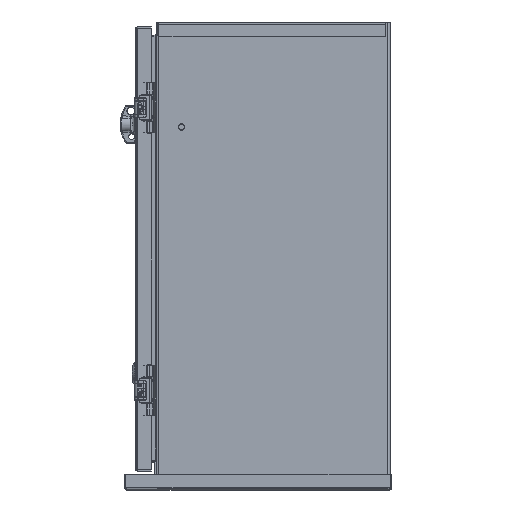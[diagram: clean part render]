
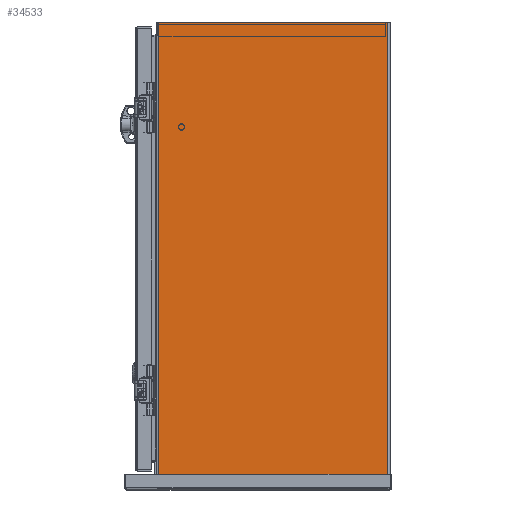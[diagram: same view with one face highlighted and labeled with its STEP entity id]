
A CAD part, left-side view. The second image highlights one B-rep face of the part: STEP entity #34533.
In plain terms, the highlighted planar face has unit normal (-1, 0, 0).
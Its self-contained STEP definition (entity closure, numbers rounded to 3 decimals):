
#639 = VERTEX_POINT ( 'NONE', #8435 ) ;
#8435 = CARTESIAN_POINT ( 'NONE',  ( -12., 11.888, 0. ) ) ;
#11470 = VECTOR ( 'NONE', #23268, 39.37 ) ;
#13963 = CARTESIAN_POINT ( 'NONE',  ( -12., 0.127, 0. ) ) ;
#14695 = VERTEX_POINT ( 'NONE', #13963 ) ;
#20609 = EDGE_CURVE ( 'NONE', #639, #96676, #37469, .T. ) ;
#20912 = LINE ( 'NONE', #64956, #81763 ) ;
#23268 = DIRECTION ( 'NONE',  ( 0., 0., -1. ) ) ;
#24822 = LINE ( 'NONE', #28897, #33183 ) ;
#28897 = CARTESIAN_POINT ( 'NONE',  ( -12., 11.888, 0. ) ) ;
#29387 = ORIENTED_EDGE ( 'NONE', *, *, #37516, .T. ) ;
#33183 = VECTOR ( 'NONE', #76688, 39.37 ) ;
#34533 = ADVANCED_FACE ( 'NONE', ( #73919 ), #72951, .T. ) ;
#36091 = LINE ( 'NONE', #59056, #47288 ) ;
#37469 = LINE ( 'NONE', #96206, #11470 ) ;
#37516 = EDGE_CURVE ( 'NONE', #96676, #65279, #36091, .T. ) ;
#37532 = DIRECTION ( 'NONE',  ( 0., -1., 0. ) ) ;
#40826 = AXIS2_PLACEMENT_3D ( 'NONE', #89101, #87167, #96441 ) ;
#47288 = VECTOR ( 'NONE', #37532, 39.37 ) ;
#53115 = ORIENTED_EDGE ( 'NONE', *, *, #20609, .T. ) ;
#57567 = ORIENTED_EDGE ( 'NONE', *, *, #78771, .F. ) ;
#59056 = CARTESIAN_POINT ( 'NONE',  ( -12., 11.888, -23.94 ) ) ;
#61376 = CARTESIAN_POINT ( 'NONE',  ( -12., 0.127, -23.94 ) ) ;
#61431 = EDGE_LOOP ( 'NONE', ( #57567, #82574, #53115, #29387 ) ) ;
#64956 = CARTESIAN_POINT ( 'NONE',  ( -12., 0.127, 0. ) ) ;
#65279 = VERTEX_POINT ( 'NONE', #61376 ) ;
#72300 = DIRECTION ( 'NONE',  ( 0., 0., -1. ) ) ;
#72951 = PLANE ( 'NONE',  #40826 ) ;
#73919 = FACE_OUTER_BOUND ( 'NONE', #61431, .T. ) ;
#76688 = DIRECTION ( 'NONE',  ( 0., 1., 0. ) ) ;
#77257 = EDGE_CURVE ( 'NONE', #14695, #639, #24822, .T. ) ;
#78771 = EDGE_CURVE ( 'NONE', #14695, #65279, #20912, .T. ) ;
#81763 = VECTOR ( 'NONE', #72300, 39.37 ) ;
#82574 = ORIENTED_EDGE ( 'NONE', *, *, #77257, .T. ) ;
#85552 = CARTESIAN_POINT ( 'NONE',  ( -12., 11.888, -23.94 ) ) ;
#87167 = DIRECTION ( 'NONE',  ( -1., 0., 0. ) ) ;
#89101 = CARTESIAN_POINT ( 'NONE',  ( -12., 11.888, 0. ) ) ;
#96206 = CARTESIAN_POINT ( 'NONE',  ( -12., 11.888, 0. ) ) ;
#96441 = DIRECTION ( 'NONE',  ( 0., 0., 1. ) ) ;
#96676 = VERTEX_POINT ( 'NONE', #85552 ) ;
